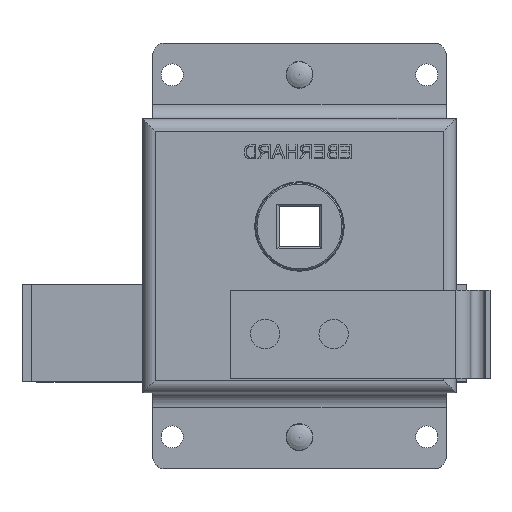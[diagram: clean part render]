
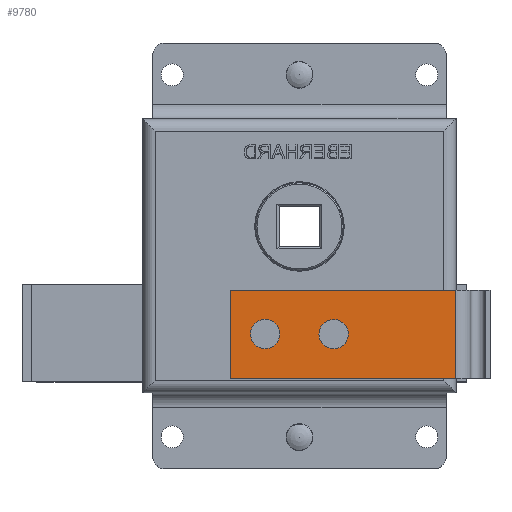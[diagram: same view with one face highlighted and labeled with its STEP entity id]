
A CAD part, top view. The second image highlights one B-rep face of the part: STEP entity #9780.
In plain terms, the highlighted planar face has unit normal (0, 0, 1).
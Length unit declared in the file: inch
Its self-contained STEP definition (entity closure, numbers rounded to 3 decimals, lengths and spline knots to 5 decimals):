
#352=FACE_BOUND('',#919,.T.);
#353=FACE_BOUND('',#920,.T.);
#410=FACE_OUTER_BOUND('',#918,.T.);
#918=EDGE_LOOP('',(#6180,#6181,#6182,#6183));
#919=EDGE_LOOP('',(#6184));
#920=EDGE_LOOP('',(#6185));
#1484=CIRCLE('',#10316,0.1875);
#1485=CIRCLE('',#10317,0.1875);
#1948=LINE('',#14065,#2853);
#1957=LINE('',#14085,#2862);
#1958=LINE('',#14087,#2863);
#1959=LINE('',#14088,#2864);
#2853=VECTOR('',#11267,0.3937);
#2862=VECTOR('',#11282,0.3937);
#2863=VECTOR('',#11283,0.3937);
#2864=VECTOR('',#11284,0.3937);
#3761=VERTEX_POINT('',#14062);
#3762=VERTEX_POINT('',#14064);
#3770=VERTEX_POINT('',#14084);
#3771=VERTEX_POINT('',#14086);
#3772=VERTEX_POINT('',#14089);
#3773=VERTEX_POINT('',#14091);
#4721=EDGE_CURVE('',#3761,#3762,#1948,.T.);
#4731=EDGE_CURVE('',#3770,#3761,#1957,.T.);
#4732=EDGE_CURVE('',#3771,#3770,#1958,.T.);
#4733=EDGE_CURVE('',#3762,#3771,#1959,.T.);
#4734=EDGE_CURVE('',#3772,#3772,#1484,.T.);
#4735=EDGE_CURVE('',#3773,#3773,#1485,.T.);
#6180=ORIENTED_EDGE('',*,*,#4721,.F.);
#6181=ORIENTED_EDGE('',*,*,#4731,.F.);
#6182=ORIENTED_EDGE('',*,*,#4732,.F.);
#6183=ORIENTED_EDGE('',*,*,#4733,.F.);
#6184=ORIENTED_EDGE('',*,*,#4734,.F.);
#6185=ORIENTED_EDGE('',*,*,#4735,.F.);
#9059=PLANE('',#10315);
#9780=ADVANCED_FACE('',(#410,#352,#353),#9059,.F.);
#10315=AXIS2_PLACEMENT_3D('',#14083,#11280,#11281);
#10316=AXIS2_PLACEMENT_3D('',#14090,#11285,#11286);
#10317=AXIS2_PLACEMENT_3D('',#14092,#11287,#11288);
#11267=DIRECTION('',(-1.,0.,0.));
#11280=DIRECTION('center_axis',(0.,0.,
-1.));
#11281=DIRECTION('ref_axis',(0.,-1.,0.));
#11282=DIRECTION('',(0.,-1.,0.));
#11283=DIRECTION('',(1.,0.,0.));
#11284=DIRECTION('',(0.,1.,0.));
#11285=DIRECTION('center_axis',(0.,0.,
1.));
#11286=DIRECTION('ref_axis',(0.252,0.968,0.));
#11287=DIRECTION('center_axis',(0.,0.,
1.));
#11288=DIRECTION('ref_axis',(0.186,-0.983,0.));
#14062=CARTESIAN_POINT('',(1.999,-1.937,1.2366));
#14064=CARTESIAN_POINT('',(-0.876,-1.937,1.2366));
#14065=CARTESIAN_POINT('',(-0.876,-1.937,1.2366));
#14083=CARTESIAN_POINT('Origin',(1.999,-1.3745,1.2366));
#14084=CARTESIAN_POINT('',(1.999,-0.812,1.2366));
#14085=CARTESIAN_POINT('',(1.999,-1.3745,1.2366));
#14086=CARTESIAN_POINT('',(-0.876,-0.812,1.2366));
#14087=CARTESIAN_POINT('',(-0.876,-0.812,1.2366));
#14088=CARTESIAN_POINT('',(-0.876,-1.3745,1.2366));
#14089=CARTESIAN_POINT('',(-0.48522,-1.55596,1.2366));
#14090=CARTESIAN_POINT('Origin',(-0.438,-1.3745,1.2366));
#14091=CARTESIAN_POINT('',(0.40216,-1.19026,1.2366));
#14092=CARTESIAN_POINT('Origin',(0.437,-1.3745,1.2366));
